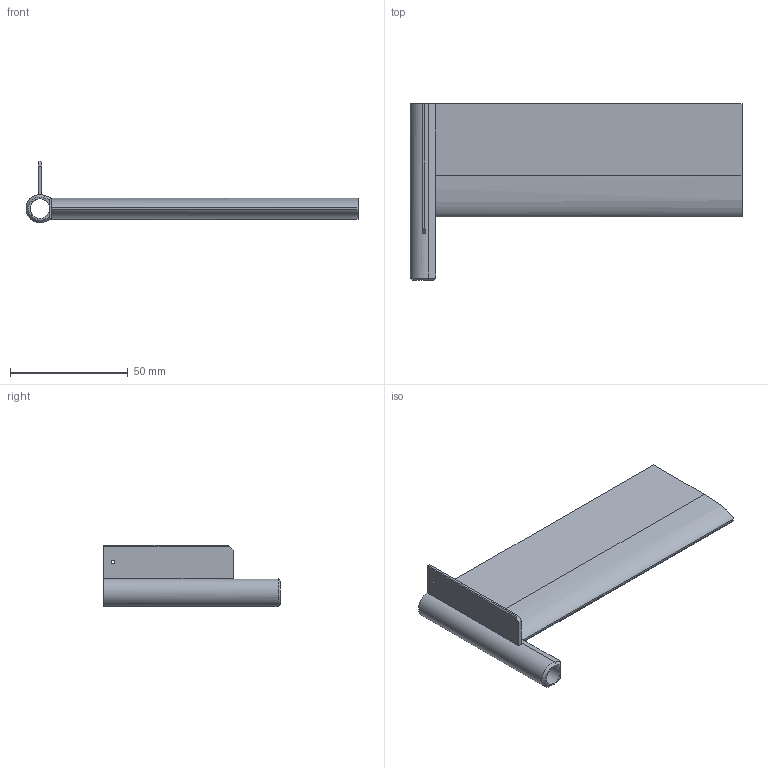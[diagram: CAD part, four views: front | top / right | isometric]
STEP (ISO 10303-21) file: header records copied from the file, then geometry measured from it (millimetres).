
FILE_DESCRIPTION(/* description */ (''),/* implementation_level */ '2;1');
FILE_NAME(/* name */ 'Stab 1.step',/* time_stamp */ '2024-11-26T12:09:05+01:00',/* author */ (''),/* organization */ (''),/* preprocessor_version */ 'ST-DEVELOPER v20',/* originating_system */ 'Autodesk Translation Framework v13.20.0.188',/* authorisation */ '');
FILE_SCHEMA (('AUTOMOTIVE_DESIGN { 1 0 10303 214 3 1 1 }'));
Length unit declared in the file: millimetre
Products named in the file (1): Stab 1
Bounding box: 140.9 x 75 x 25.9 mm (x, y, z)
Volume: 57917 mm3; surface area: 20509 mm2
Topology: 1 solids, 1 shells, 25 faces, 66 edges, 42 vertices
Faces by surface type: plane 19, cylinder 3, bspline 2, cone 1
Full cylindrical faces by diameter (mm): 1.4 x1, 8.3 x1
Entity records: 1107 total; most frequent: CARTESIAN_POINT 448, ORIENTED_EDGE 132, DIRECTION 121, EDGE_CURVE 66, LINE 51, VECTOR 51, VERTEX_POINT 42, AXIS2_PLACEMENT_3D 35
